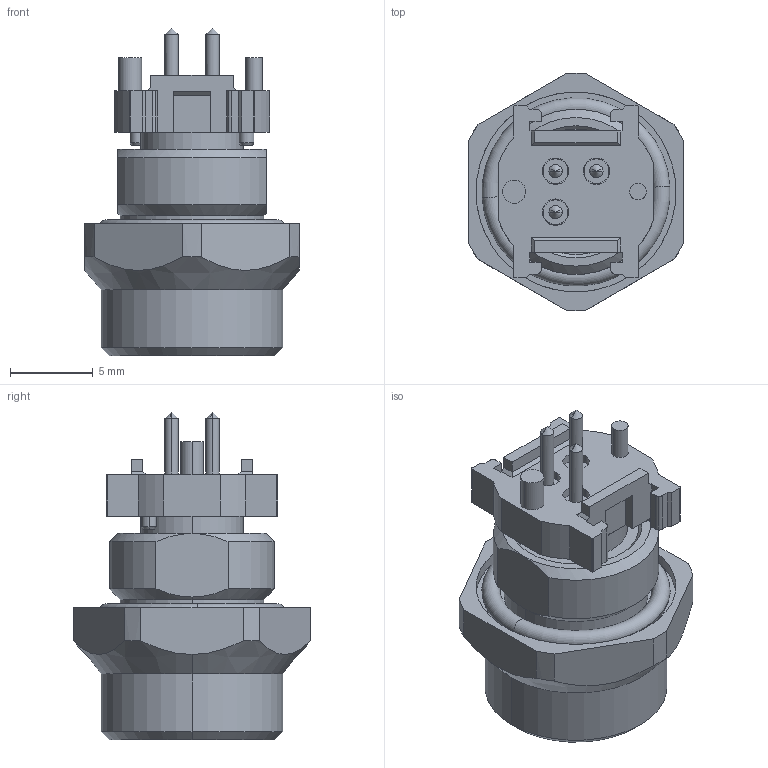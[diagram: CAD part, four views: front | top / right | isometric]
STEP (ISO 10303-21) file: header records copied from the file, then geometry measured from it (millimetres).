
FILE_DESCRIPTION(('CATIA V5R24 STEP','CAx-IF Rec.Pracs.--- Model Styling and Organization---1.2---2011-12-15'),'2;1');
FILE_NAME ('D1461835_0_2422800000_2422800000.stp','2017-05-16T06:39:31+00:00',('none'),('Weidmueller'),'CATIA Version 5-6 Release 2014 SP4 HF52','CATIA V5 STEP AP214','none');
FILE_SCHEMA(('AUTOMOTIVE_DESIGN { 1 0 10303 214 1 1 1 1 }'));
Length unit declared in the file: millimetre
Products named in the file (1): v5-standard_part
Bounding box: 13 x 14.39 x 19.85 mm (x, y, z)
Volume: 1348.5 mm3; surface area: 1366.8 mm2
Topology: 1 solids, 4 shells, 219 faces, 538 edges, 341 vertices
Faces by surface type: plane 89, cylinder 86, cone 34, torus 10
Entity records: 6942 total; most frequent: CARTESIAN_POINT 1639, ORIENTED_EDGE 1064, DIRECTION 914, EDGE_CURVE 532, AXIS2_PLACEMENT_3D 403, VERTEX_POINT 341, VECTOR 292, LINE 292
